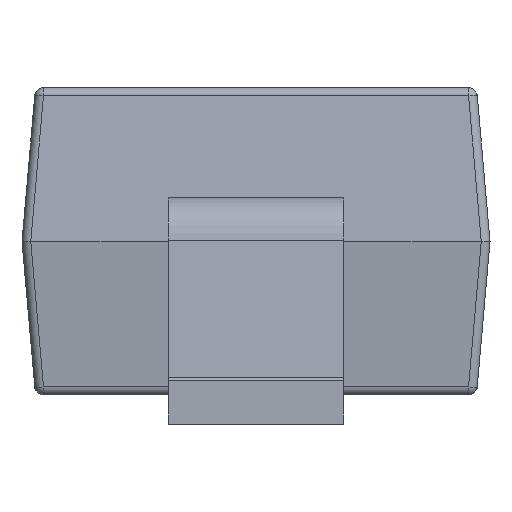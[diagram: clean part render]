
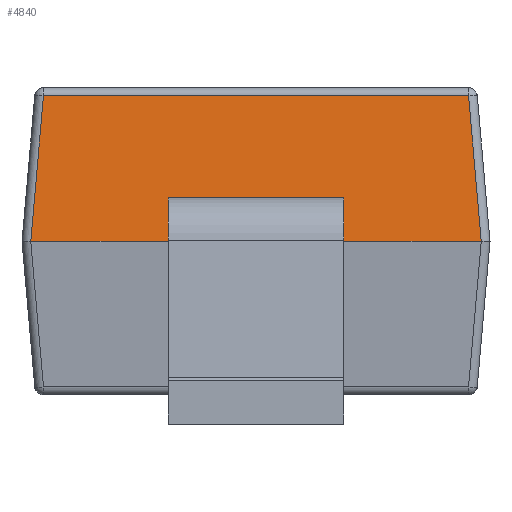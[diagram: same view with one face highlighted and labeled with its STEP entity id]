
A CAD part, left-side view. The second image highlights one B-rep face of the part: STEP entity #4840.
In plain terms, the highlighted planar face has unit normal (-0.996, 0, 0.087).
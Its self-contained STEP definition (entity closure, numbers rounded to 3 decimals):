
#118 = DIRECTION ( 'NONE',  ( 0.087, 0., 0.996 ) ) ;
#165 = DIRECTION ( 'NONE',  ( 0.087, 0.087, 0.992 ) ) ;
#310 = ORIENTED_EDGE ( 'NONE', *, *, #4402, .T. ) ;
#438 = DIRECTION ( 'NONE',  ( -0.087, 0.087, -0.992 ) ) ;
#499 = CARTESIAN_POINT ( 'NONE',  ( -1.325, 0.3, 0. ) ) ;
#606 = VECTOR ( 'NONE', #2245, 1000. ) ;
#617 = CARTESIAN_POINT ( 'NONE',  ( -1.325, 0.77, 0. ) ) ;
#810 = ORIENTED_EDGE ( 'NONE', *, *, #2414, .T. ) ;
#884 = DIRECTION ( 'NONE',  ( 0., -1., 0. ) ) ;
#922 = DIRECTION ( 'NONE',  ( 0.087, 0., 0.996 ) ) ;
#965 = CARTESIAN_POINT ( 'NONE',  ( -1.312, -0.3, 0.15 ) ) ;
#997 = CARTESIAN_POINT ( 'NONE',  ( -1.325, 0.3, 0. ) ) ;
#1000 = DIRECTION ( 'NONE',  ( 0.087, 0., 0.996 ) ) ;
#1054 = CARTESIAN_POINT ( 'NONE',  ( -1.325, -0.77, 0. ) ) ;
#1124 = CARTESIAN_POINT ( 'NONE',  ( -1.313, -0.758, 0.135 ) ) ;
#1249 = VECTOR ( 'NONE', #2246, 1000. ) ;
#1254 = CARTESIAN_POINT ( 'NONE',  ( -1.281, 0.754, 0.498 ) ) ;
#1371 = VERTEX_POINT ( 'NONE', #2494 ) ;
#1420 = LINE ( 'NONE', #2324, #2236 ) ;
#1477 = ORIENTED_EDGE ( 'NONE', *, *, #4784, .T. ) ;
#1685 = ORIENTED_EDGE ( 'NONE', *, *, #3301, .F. ) ;
#1702 = VECTOR ( 'NONE', #438, 1000. ) ;
#1794 = CARTESIAN_POINT ( 'NONE',  ( -1.325, 0.8, 0. ) ) ;
#1851 = LINE ( 'NONE', #1124, #5465 ) ;
#1874 = VECTOR ( 'NONE', #1000, 1000. ) ;
#1961 = CARTESIAN_POINT ( 'NONE',  ( -1.281, -0.727, 0.498 ) ) ;
#2154 = LINE ( 'NONE', #2848, #1702 ) ;
#2236 = VECTOR ( 'NONE', #5720, 1000. ) ;
#2245 = DIRECTION ( 'NONE',  ( 0., 1., 0. ) ) ;
#2246 = DIRECTION ( 'NONE',  ( 0., -1., 0. ) ) ;
#2324 = CARTESIAN_POINT ( 'NONE',  ( -1.312, 0.8, 0.15 ) ) ;
#2349 = LINE ( 'NONE', #3739, #1249 ) ;
#2414 = EDGE_CURVE ( 'NONE', #3176, #4636, #2154, .T. ) ;
#2494 = CARTESIAN_POINT ( 'NONE',  ( -1.312, 0.3, 0.15 ) ) ;
#2495 = EDGE_CURVE ( 'NONE', #2710, #2856, #1851, .T. ) ;
#2622 = ORIENTED_EDGE ( 'NONE', *, *, #4603, .T. ) ;
#2660 = EDGE_CURVE ( 'NONE', #5497, #2710, #2349, .T. ) ;
#2710 = VERTEX_POINT ( 'NONE', #1054 ) ;
#2800 = PLANE ( 'NONE',  #3984 ) ;
#2848 = CARTESIAN_POINT ( 'NONE',  ( -1.325, 0.77, -0.003 ) ) ;
#2856 = VERTEX_POINT ( 'NONE', #1961 ) ;
#2862 = EDGE_LOOP ( 'NONE', ( #1477, #810, #5971, #310, #2622, #1685, #5569, #4428 ) ) ;
#2969 = CARTESIAN_POINT ( 'NONE',  ( -1.325, -0.3, 0. ) ) ;
#2982 = LINE ( 'NONE', #4221, #4601 ) ;
#3176 = VERTEX_POINT ( 'NONE', #4115 ) ;
#3233 = LINE ( 'NONE', #2969, #5901 ) ;
#3301 = EDGE_CURVE ( 'NONE', #5497, #4118, #3233, .T. ) ;
#3732 = CARTESIAN_POINT ( 'NONE',  ( -1.325, -0.3, 0. ) ) ;
#3739 = CARTESIAN_POINT ( 'NONE',  ( -1.325, 0.8, 0. ) ) ;
#3984 = AXIS2_PLACEMENT_3D ( 'NONE', #1794, #6133, #922 ) ;
#4115 = CARTESIAN_POINT ( 'NONE',  ( -1.281, 0.727, 0.498 ) ) ;
#4118 = VERTEX_POINT ( 'NONE', #965 ) ;
#4221 = CARTESIAN_POINT ( 'NONE',  ( -1.325, 0.8, 0. ) ) ;
#4402 = EDGE_CURVE ( 'NONE', #5004, #1371, #5636, .T. ) ;
#4428 = ORIENTED_EDGE ( 'NONE', *, *, #2495, .T. ) ;
#4601 = VECTOR ( 'NONE', #884, 1000. ) ;
#4603 = EDGE_CURVE ( 'NONE', #1371, #4118, #1420, .T. ) ;
#4636 = VERTEX_POINT ( 'NONE', #617 ) ;
#4784 = EDGE_CURVE ( 'NONE', #2856, #3176, #5631, .T. ) ;
#4803 = EDGE_CURVE ( 'NONE', #4636, #5004, #2982, .T. ) ;
#4840 = ADVANCED_FACE ( 'NONE', ( #5871 ), #2800, .T. ) ;
#5004 = VERTEX_POINT ( 'NONE', #997 ) ;
#5465 = VECTOR ( 'NONE', #165, 1000. ) ;
#5497 = VERTEX_POINT ( 'NONE', #3732 ) ;
#5569 = ORIENTED_EDGE ( 'NONE', *, *, #2660, .T. ) ;
#5631 = LINE ( 'NONE', #1254, #606 ) ;
#5636 = LINE ( 'NONE', #499, #1874 ) ;
#5720 = DIRECTION ( 'NONE',  ( 0., -1., 0. ) ) ;
#5871 = FACE_OUTER_BOUND ( 'NONE', #2862, .T. ) ;
#5901 = VECTOR ( 'NONE', #118, 1000. ) ;
#5971 = ORIENTED_EDGE ( 'NONE', *, *, #4803, .T. ) ;
#6133 = DIRECTION ( 'NONE',  ( -0.996, 0., 0.087 ) ) ;
